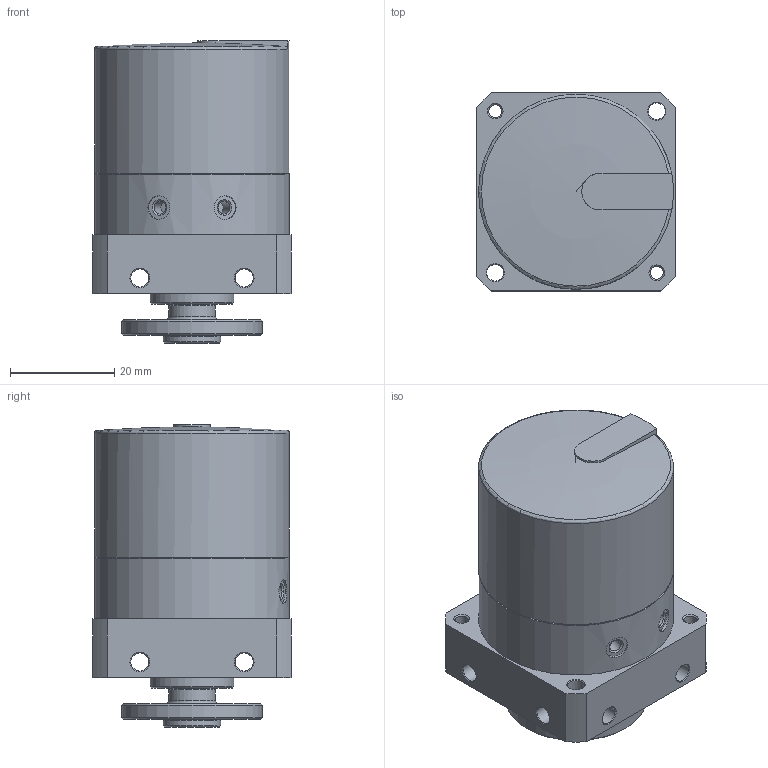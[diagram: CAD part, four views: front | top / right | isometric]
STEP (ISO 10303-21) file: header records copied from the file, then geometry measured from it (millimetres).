
FILE_DESCRIPTION(/* description */ ('STEP AP214'),/* implementation_level */ '2;1');
FILE_NAME(/* name */ '185938_DSM-8-180-P-FF-FW',/* time_stamp */ '2024-08-21T19:14:53+02:00',/* author */ ('License CC BY-ND 4.0'),/* organization */ ('CADENAS'),/* preprocessor_version */ 'ST-DEVELOPER v19.3',/* originating_system */ 'PARTsolutions',/* authorisation */ ' ');
FILE_SCHEMA (('AUTOMOTIVE_DESIGN {1 0 10303 214 3 1 1}'));
Length unit declared in the file: millimetre
Products named in the file (3): 185938 DSM-8-180-P-FF-FW---(90); 185938 DSM-8-180-P-FF-FW---(90_RZ); ok DSM-8-180-P-FF-FW---(K)
Assembly tree (2 placements, depth 2):
  185938 DSM-8-180-P-FF-FW---(90)
    185938 DSM-8-180-P-FF-FW---(90_RZ)
    ok DSM-8-180-P-FF-FW---(K)
Bounding box: 38 x 38 x 58 mm (x, y, z)
Volume: 53785.7 mm3; surface area: 15095.9 mm2
Topology: 2 solids, 2 shells, 125 faces, 298 edges, 177 vertices
Faces by surface type: cylinder 45, cone 45, plane 31, torus 3, sphere 1
Full cylindrical faces by diameter (mm): 2.459 x8, 3.2 x2, 3.4 x4, 3.5 x12, 4.5 x2, 6 x2, 9 x1, 11 x1, 16 x1, 27 x1, 28.424 x1, 37.4 x2
Entity records: 3291 total; most frequent: DIRECTION 592, CARTESIAN_POINT 557, ORIENTED_EDGE 410, AXIS2_PLACEMENT_3D 268, EDGE_LOOP 253, FACE_BOUND 253, EDGE_CURVE 205, VERTEX_POINT 166
